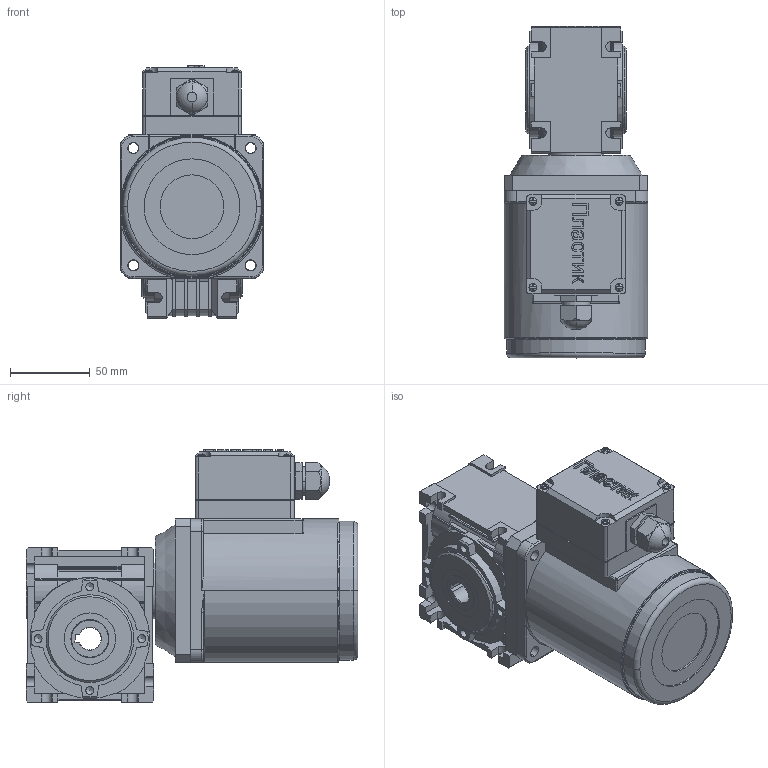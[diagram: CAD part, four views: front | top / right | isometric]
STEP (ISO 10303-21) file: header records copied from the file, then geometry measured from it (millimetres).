
FILE_DESCRIPTION(/* description */ (''),/* implementation_level */ '2;1');
FILE_NAME(/* name */ '40W_IRW30-90x90.step',/* time_stamp */ '2020-01-13T23:00:20+03:00',/* author */ (''),/* organization */ (''),/* preprocessor_version */ 'ST-DEVELOPER v16',/* originating_system */ 'SIEMENS PLM Software NX 10.0',/* authorisation */ '');
FILE_SCHEMA (('AUTOMOTIVE_DESIGN { 1 0 10303 214 3 1 1 1 }'));
Length unit declared in the file: millimetre
Products named in the file (7): IRW30-90x90xt_id6_x_t; IRW30-90x90xt_id11_x_t; IRW30-90x90xt_id16_x_t; IRW30-90x90xt_id21_x_t; 5IK40A-S3T_1__stp; IRW30-90x90xt_x_t; 40W_IRW30-90x90_step
Assembly tree (6 placements, depth 3):
  40W_IRW30-90x90_step
    IRW30-90x90xt_x_t
      IRW30-90x90xt_id21_x_t
      IRW30-90x90xt_id16_x_t
      IRW30-90x90xt_id11_x_t
      IRW30-90x90xt_id6_x_t
    5IK40A-S3T_1__stp
Bounding box: 90 x 208 x 158.5 mm (x, y, z)
Volume: 1271892.7 mm3; surface area: 162466.9 mm2
Topology: 12 solids, 12 shells, 784 faces, 2091 edges, 1359 vertices
Faces by surface type: plane 493, cylinder 216, cone 27, extrusion 17, torus 15, sphere 12, bspline 4
Full cylindrical faces by diameter (mm): 5 x8, 6.5 x4, 15.3 x1, 20 x1, 23.8 x2, 25 x1, 28.75 x2, 32.2 x2, 35.105 x1, 55 x2, 83 x1
Entity records: 25499 total; most frequent: CARTESIAN_POINT 5819, ORIENTED_EDGE 4078, DIRECTION 3967, EDGE_CURVE 2039, VERTEX_POINT 1355, AXIS2_PLACEMENT_3D 1342, VECTOR 1283, LINE 1266
